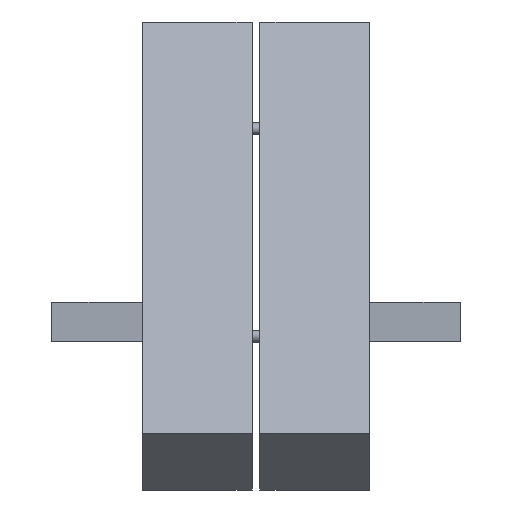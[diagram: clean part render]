
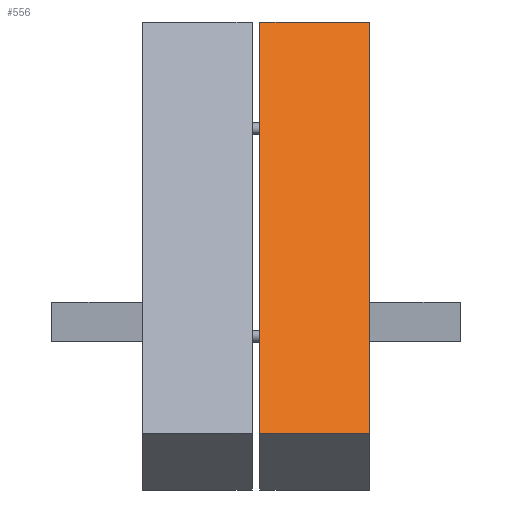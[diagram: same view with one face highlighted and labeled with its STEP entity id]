
A CAD part, front view. The second image highlights one B-rep face of the part: STEP entity #556.
In plain terms, the highlighted planar face has unit normal (0, -0.866, 0.5).
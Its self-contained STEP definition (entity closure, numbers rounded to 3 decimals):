
#106 = EDGE_CURVE ( 'NONE', #2203, #2070, #1837, .T. ) ;
#129 = ORIENTED_EDGE ( 'NONE', *, *, #193, .F. ) ;
#155 = EDGE_LOOP ( 'NONE', ( #1649, #129, #1686, #1273 ) ) ;
#168 = VERTEX_POINT ( 'NONE', #1950 ) ;
#193 = EDGE_CURVE ( 'NONE', #1190, #168, #508, .T. ) ;
#234 = CARTESIAN_POINT ( 'NONE',  ( -14., -12.557, -14.25 ) ) ;
#261 = DIRECTION ( 'NONE',  ( 0., 0.5, 0.866 ) ) ;
#278 = CARTESIAN_POINT ( 'NONE',  ( -14., 17.77, 38.278 ) ) ;
#343 = VECTOR ( 'NONE', #1299, 1000. ) ;
#398 = CARTESIAN_POINT ( 'NONE',  ( -14., -12.557, -14.25 ) ) ;
#484 = PLANE ( 'NONE',  #1520 ) ;
#508 = LINE ( 'NONE', #629, #343 ) ;
#556 = ADVANCED_FACE ( 'NONE', ( #1981 ), #484, .F. ) ;
#561 = VECTOR ( 'NONE', #869, 1000. ) ;
#629 = CARTESIAN_POINT ( 'NONE',  ( -14., 17.77, 38.278 ) ) ;
#817 = CARTESIAN_POINT ( 'NONE',  ( -14., 15.27, 33.948 ) ) ;
#869 = DIRECTION ( 'NONE',  ( 0., 0.5, 0.866 ) ) ;
#875 = CARTESIAN_POINT ( 'NONE',  ( 0., -12.557, -14.25 ) ) ;
#1190 = VERTEX_POINT ( 'NONE', #278 ) ;
#1273 = ORIENTED_EDGE ( 'NONE', *, *, #106, .T. ) ;
#1299 = DIRECTION ( 'NONE',  ( 1., 0., 0. ) ) ;
#1302 = CARTESIAN_POINT ( 'NONE',  ( -14., -12.557, -14.25 ) ) ;
#1378 = CARTESIAN_POINT ( 'NONE',  ( 0., 15.27, 33.948 ) ) ;
#1381 = LINE ( 'NONE', #1302, #1647 ) ;
#1440 = EDGE_CURVE ( 'NONE', #2203, #1190, #1381, .T. ) ;
#1446 = DIRECTION ( 'NONE',  ( 1., 0., 0. ) ) ;
#1520 = AXIS2_PLACEMENT_3D ( 'NONE', #817, #1703, #2023 ) ;
#1524 = VECTOR ( 'NONE', #1446, 1000. ) ;
#1647 = VECTOR ( 'NONE', #261, 1000. ) ;
#1649 = ORIENTED_EDGE ( 'NONE', *, *, #1839, .T. ) ;
#1686 = ORIENTED_EDGE ( 'NONE', *, *, #1440, .F. ) ;
#1703 = DIRECTION ( 'NONE',  ( 0., 0.866, -0.5 ) ) ;
#1811 = LINE ( 'NONE', #1378, #561 ) ;
#1837 = LINE ( 'NONE', #234, #1524 ) ;
#1839 = EDGE_CURVE ( 'NONE', #2070, #168, #1811, .T. ) ;
#1950 = CARTESIAN_POINT ( 'NONE',  ( 0., 17.77, 38.278 ) ) ;
#1981 = FACE_OUTER_BOUND ( 'NONE', #155, .T. ) ;
#2023 = DIRECTION ( 'NONE',  ( 0., 0.5, 0.866 ) ) ;
#2070 = VERTEX_POINT ( 'NONE', #875 ) ;
#2203 = VERTEX_POINT ( 'NONE', #398 ) ;
